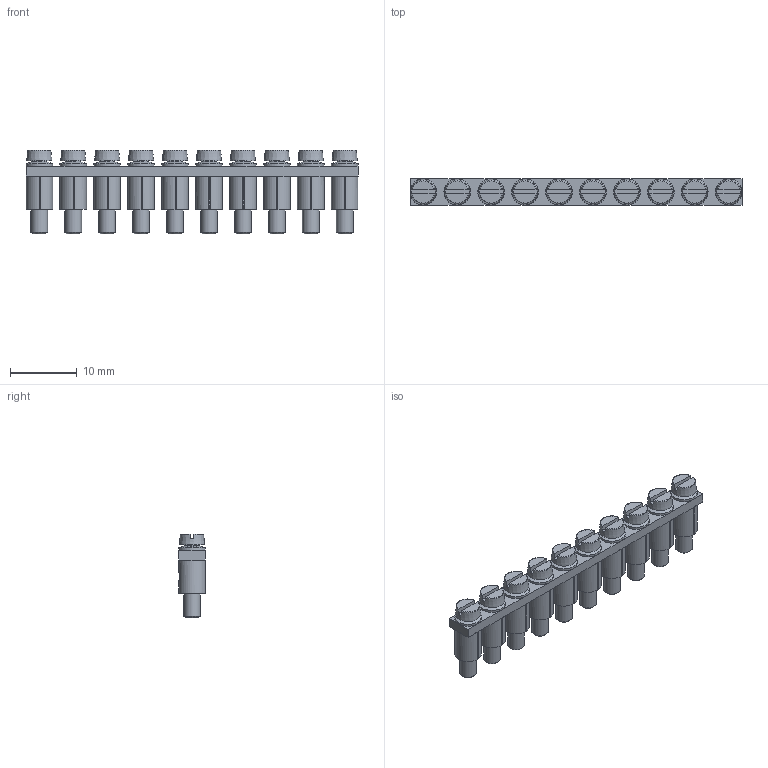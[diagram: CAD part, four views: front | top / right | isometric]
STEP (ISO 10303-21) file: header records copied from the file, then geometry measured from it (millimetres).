
FILE_DESCRIPTION( ( 'STEP AP214' ), '1' );
FILE_NAME( '0368500000.stp', ' ', ( ' ' ), ( ' ' ), 'PSStep 15.0.47', 'PARTsolutions', ' ' );
FILE_SCHEMA( ( 'AUTOMOTIVE_DESIGN { 1 0 10303 214 1 1 1 1 }' ) );
Length unit declared in the file: millimetre
Products named in the file (1): _Q 10 AKZ1.5 0368500000
Bounding box: 49.9 x 4 x 12.6 mm (x, y, z)
Volume: 1222.6 mm3; surface area: 2667.7 mm2
Topology: 1 solids, 1 shells, 310 faces, 749 edges, 471 vertices
Faces by surface type: plane 160, cylinder 90, cone 30, torus 30
Full cylindrical faces by diameter (mm): 1.5 x10, 2.2 x20, 2.5 x10, 4 x10
Entity records: 12392 total; most frequent: CARTESIAN_POINT 3023, DIRECTION 1446, ORIENTED_EDGE 1280, EDGE_CURVE 640, AXIS2_PLACEMENT_3D 595, EDGE_LOOP 470, VERTEX_POINT 452, FACE_OUTER_BOUND 370
